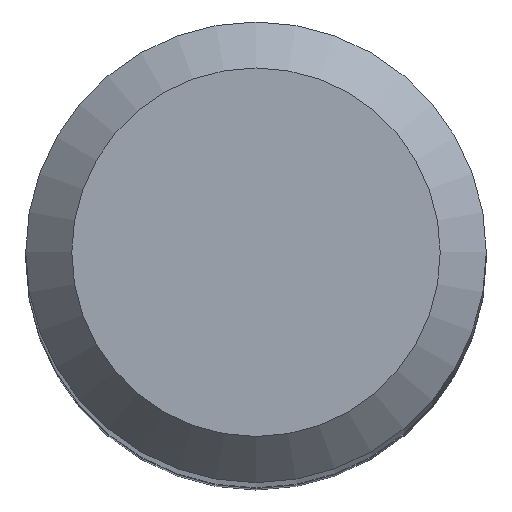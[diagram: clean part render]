
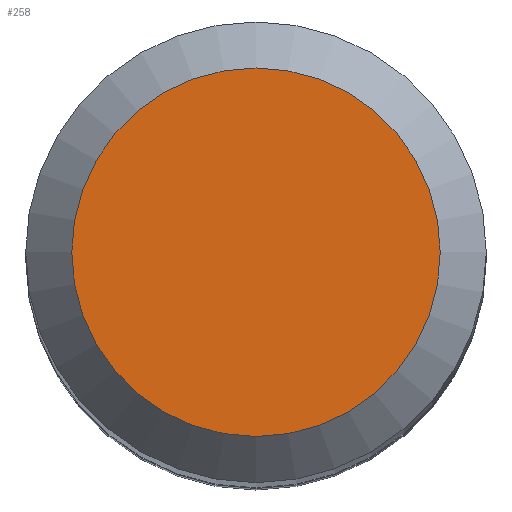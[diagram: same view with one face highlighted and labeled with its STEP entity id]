
A CAD part, top view. The second image highlights one B-rep face of the part: STEP entity #258.
In plain terms, the highlighted planar face has unit normal (0, 0, 1).
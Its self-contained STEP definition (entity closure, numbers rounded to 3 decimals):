
#7 = EDGE_CURVE ( 'NONE', #130, #130, #126, .T. ) ;
#21 = DIRECTION ( 'NONE',  ( 0., 1., 0. ) ) ;
#40 = CARTESIAN_POINT ( 'NONE',  ( 0., 0., 57. ) ) ;
#70 = AXIS2_PLACEMENT_3D ( 'NONE', #40, #202, #21 ) ;
#123 = PLANE ( 'NONE',  #221 ) ;
#126 = CIRCLE ( 'NONE', #70, 2.4 ) ;
#130 = VERTEX_POINT ( 'NONE', #179 ) ;
#167 = DIRECTION ( 'NONE',  ( 0., 0., -1. ) ) ;
#169 = ORIENTED_EDGE ( 'NONE', *, *, #7, .F. ) ;
#179 = CARTESIAN_POINT ( 'NONE',  ( 0., 2.4, 57. ) ) ;
#182 = DIRECTION ( 'NONE',  ( 0., 1., 0. ) ) ;
#185 = FACE_OUTER_BOUND ( 'NONE', #204, .T. ) ;
#202 = DIRECTION ( 'NONE',  ( 0., 0., -1. ) ) ;
#204 = EDGE_LOOP ( 'NONE', ( #169 ) ) ;
#221 = AXIS2_PLACEMENT_3D ( 'NONE', #246, #167, #182 ) ;
#246 = CARTESIAN_POINT ( 'NONE',  ( 0., 0., 57. ) ) ;
#258 = ADVANCED_FACE ( 'NONE', ( #185 ), #123, .F. ) ;
